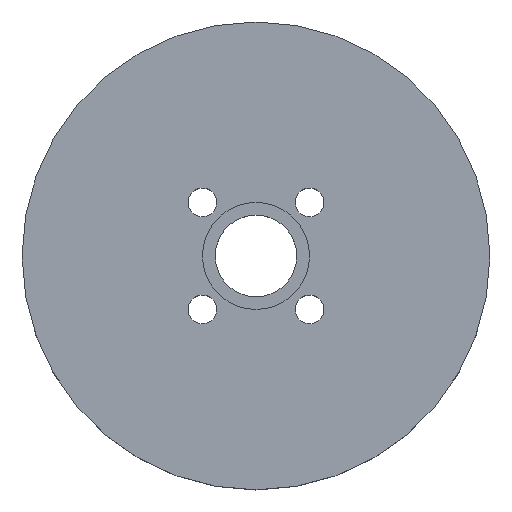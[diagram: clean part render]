
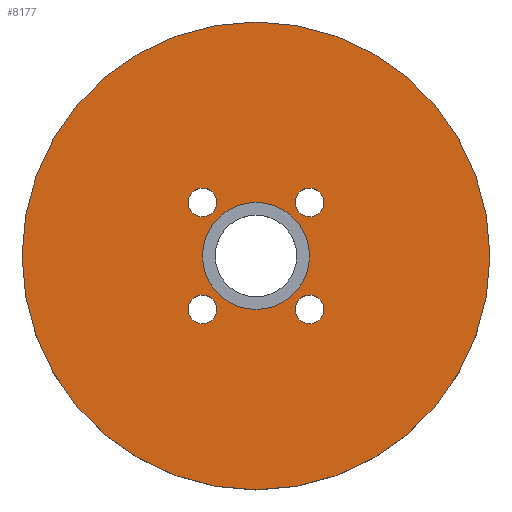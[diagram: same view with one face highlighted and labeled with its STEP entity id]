
A CAD part, top view. The second image highlights one B-rep face of the part: STEP entity #8177.
In plain terms, the highlighted planar face has unit normal (0, 0, 1).
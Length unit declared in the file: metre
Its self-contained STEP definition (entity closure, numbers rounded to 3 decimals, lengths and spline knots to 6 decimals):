
#15=PLANE('',#9470);
#2966=ORIENTED_EDGE('',*,*,#4680,.F.);
#2967=ORIENTED_EDGE('',*,*,#4681,.F.);
#2968=ORIENTED_EDGE('',*,*,#4682,.F.);
#2969=ORIENTED_EDGE('',*,*,#4683,.F.);
#2970=ORIENTED_EDGE('',*,*,#4684,.F.);
#2971=ORIENTED_EDGE('',*,*,#4679,.T.);
#4679=EDGE_CURVE('',#5537,#5537,#6395,.T.);
#4680=EDGE_CURVE('',#5538,#5538,#6396,.T.);
#4681=EDGE_CURVE('',#5539,#5539,#6397,.T.);
#4682=EDGE_CURVE('',#5540,#5540,#6398,.T.);
#4683=EDGE_CURVE('',#5541,#5541,#6399,.T.);
#4684=EDGE_CURVE('',#5542,#5542,#6400,.T.);
#5537=VERTEX_POINT('',#15036);
#5538=VERTEX_POINT('',#15039);
#5539=VERTEX_POINT('',#15041);
#5540=VERTEX_POINT('',#15043);
#5541=VERTEX_POINT('',#15045);
#5542=VERTEX_POINT('',#15047);
#6395=CIRCLE('',#9469,0.03497);
#6396=CIRCLE('',#9471,0.008);
#6397=CIRCLE('',#9472,0.00215);
#6398=CIRCLE('',#9473,0.00215);
#6399=CIRCLE('',#9474,0.00215);
#6400=CIRCLE('',#9475,0.00215);
#6837=EDGE_LOOP('',(#2966));
#6838=EDGE_LOOP('',(#2967));
#6839=EDGE_LOOP('',(#2968));
#6840=EDGE_LOOP('',(#2969));
#6841=EDGE_LOOP('',(#2970));
#6842=EDGE_LOOP('',(#2971));
#7295=FACE_BOUND('',#6837,.T.);
#7296=FACE_BOUND('',#6838,.T.);
#7297=FACE_BOUND('',#6839,.T.);
#7298=FACE_BOUND('',#6840,.T.);
#7299=FACE_BOUND('',#6841,.T.);
#7300=FACE_BOUND('',#6842,.T.);
#8177=ADVANCED_FACE('',(#7295,#7296,#7297,#7298,#7299,#7300),#15,.T.);
#9469=AXIS2_PLACEMENT_3D('',#15035,#12452,#12453);
#9470=AXIS2_PLACEMENT_3D('',#15037,#12454,#12455);
#9471=AXIS2_PLACEMENT_3D('',#15038,#12456,#12457);
#9472=AXIS2_PLACEMENT_3D('',#15040,#12458,#12459);
#9473=AXIS2_PLACEMENT_3D('',#15042,#12460,#12461);
#9474=AXIS2_PLACEMENT_3D('',#15044,#12462,#12463);
#9475=AXIS2_PLACEMENT_3D('',#15046,#12464,#12465);
#12452=DIRECTION('',(0.,0.,1.));
#12453=DIRECTION('',(1.,0.,0.));
#12454=DIRECTION('',(0.,0.,1.));
#12455=DIRECTION('',(1.,0.,0.));
#12456=DIRECTION('',(0.,0.,1.));
#12457=DIRECTION('',(1.,0.,0.));
#12458=DIRECTION('',(0.,0.,1.));
#12459=DIRECTION('',(1.,0.,0.));
#12460=DIRECTION('',(0.,0.,1.));
#12461=DIRECTION('',(1.,0.,0.));
#12462=DIRECTION('',(0.,0.,1.));
#12463=DIRECTION('',(1.,0.,0.));
#12464=DIRECTION('',(0.,0.,1.));
#12465=DIRECTION('',(1.,0.,0.));
#15035=CARTESIAN_POINT('',(0.,0.,0.006));
#15036=CARTESIAN_POINT('',(0.03497,0.,0.006));
#15037=CARTESIAN_POINT('',(0.,0.,0.006));
#15038=CARTESIAN_POINT('',(0.,0.,0.006));
#15039=CARTESIAN_POINT('',(0.008,0.,0.006));
#15040=CARTESIAN_POINT('',(-0.008,0.008,0.006));
#15041=CARTESIAN_POINT('',(-0.00585,0.008,0.006));
#15042=CARTESIAN_POINT('',(0.008,-0.008,0.006));
#15043=CARTESIAN_POINT('',(0.01015,-0.008,0.006));
#15044=CARTESIAN_POINT('',(-0.008,-0.008,0.006));
#15045=CARTESIAN_POINT('',(-0.00585,-0.008,0.006));
#15046=CARTESIAN_POINT('',(0.008,0.008,0.006));
#15047=CARTESIAN_POINT('',(0.01015,0.008,0.006));
